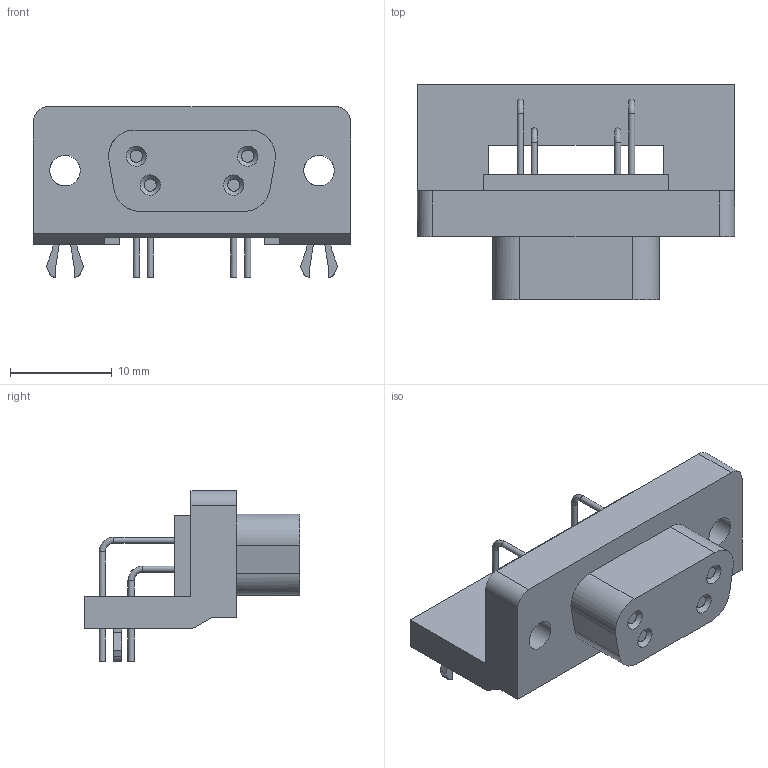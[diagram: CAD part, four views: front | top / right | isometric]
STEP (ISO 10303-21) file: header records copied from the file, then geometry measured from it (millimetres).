
FILE_DESCRIPTION(('FreeCAD Model'),'2;1');
FILE_NAME('DSUB-9_Female_Horizontal_P2.74x2.84mm_EdgePinOffset9.90mm_Housed_MountingHolesOffset11.32mm.step','2019-11-06T11:27:19',('kicad StepUp'), ('ksu MCAD'),'Open CASCADE STEP processor 7.3','FreeCAD','Unknown');
FILE_SCHEMA(('AUTOMOTIVE_DESIGN { 1 0 10303 214 1 1 1 1 }'));
Length unit declared in the file: millimetre
Products named in the file (1): DSUB-9_Female_Horizontal_P2.74x2.84mm_EdgePinOffset9.90mm_Housed_
MountingHolesOffset11.32mm
Bounding box: 31.2 x 21.2 x 16.8 mm (x, y, z)
Volume: 3445.6 mm3; surface area: 2434.6 mm2
Topology: 1 solids, 1 shells, 97 faces, 246 edges, 162 vertices
Faces by surface type: bspline 97
Entity records: 3715 total; most frequent: CARTESIAN_POINT 1527, ORIENTED_EDGE 492, EDGE_CURVE 246, B_SPLINE_CURVE_WITH_KNOTS 182, VERTEX_POINT 162, FACE_BOUND 122, EDGE_LOOP 122, ADVANCED_FACE 97
